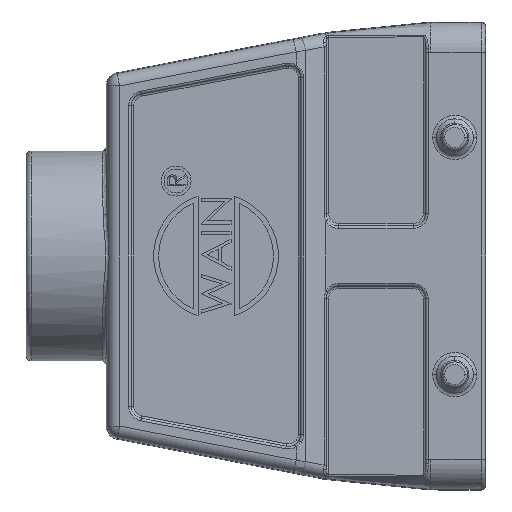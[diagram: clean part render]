
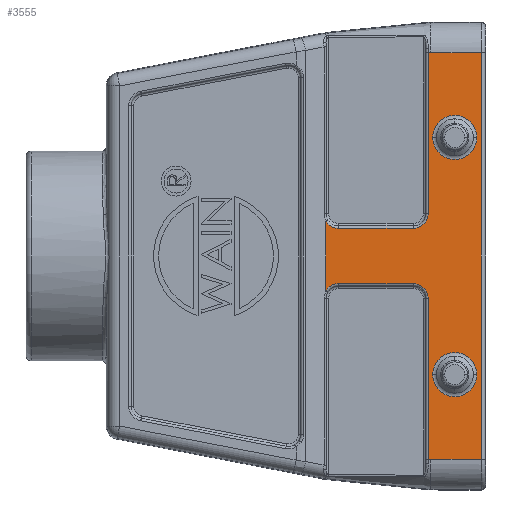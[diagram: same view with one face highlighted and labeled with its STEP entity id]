
A CAD part, left-side view. The second image highlights one B-rep face of the part: STEP entity #3555.
In plain terms, the highlighted planar face has unit normal (-1, 0, 0).
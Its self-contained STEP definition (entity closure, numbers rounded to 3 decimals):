
#438=B_SPLINE_CURVE_WITH_KNOTS('',3,(#18527,#18528,#18529,#18530),
 .UNSPECIFIED.,.F.,.F.,(4,4),(0.,1.),.UNSPECIFIED.);
#1954=LINE('',#18525,#2782);
#1955=LINE('',#18532,#2783);
#1956=LINE('',#18536,#2784);
#1957=LINE('',#18540,#2785);
#1958=LINE('',#18544,#2786);
#1959=LINE('',#18548,#2787);
#1960=LINE('',#18550,#2788);
#1961=LINE('',#18552,#2789);
#1962=LINE('',#18554,#2790);
#2782=VECTOR('',#14044,1.);
#2783=VECTOR('',#14047,1.);
#2784=VECTOR('',#14050,1.);
#2785=VECTOR('',#14053,1.);
#2786=VECTOR('',#14056,1.);
#2787=VECTOR('',#14059,1.);
#2788=VECTOR('',#14060,1.);
#2789=VECTOR('',#14061,1.);
#2790=VECTOR('',#14062,1.);
#3555=ADVANCED_FACE('',(#4482,#4483,#4484),#4242,.F.);
#4242=PLANE('',#12582);
#4482=FACE_BOUND('',#4651,.T.);
#4483=FACE_BOUND('',#4652,.T.);
#4484=FACE_BOUND('',#4653,.T.);
#4651=EDGE_LOOP('',(#5890,#5891,#5892,#5893,#5894,#5895,#5896,#5897,#5898,
#5899,#5900,#5901,#5902,#5903));
#4652=EDGE_LOOP('',(#5904,#5905));
#4653=EDGE_LOOP('',(#5906,#5907));
#5890=ORIENTED_EDGE('',*,*,#10442,.T.);
#5891=ORIENTED_EDGE('',*,*,#10443,.F.);
#5892=ORIENTED_EDGE('',*,*,#10444,.T.);
#5893=ORIENTED_EDGE('',*,*,#10445,.F.);
#5894=ORIENTED_EDGE('',*,*,#10446,.T.);
#5895=ORIENTED_EDGE('',*,*,#10447,.F.);
#5896=ORIENTED_EDGE('',*,*,#10448,.F.);
#5897=ORIENTED_EDGE('',*,*,#10449,.F.);
#5898=ORIENTED_EDGE('',*,*,#10450,.T.);
#5899=ORIENTED_EDGE('',*,*,#10451,.F.);
#5900=ORIENTED_EDGE('',*,*,#10452,.T.);
#5901=ORIENTED_EDGE('',*,*,#10453,.F.);
#5902=ORIENTED_EDGE('',*,*,#10454,.T.);
#5903=ORIENTED_EDGE('',*,*,#10455,.T.);
#5904=ORIENTED_EDGE('',*,*,#10456,.F.);
#5905=ORIENTED_EDGE('',*,*,#10457,.F.);
#5906=ORIENTED_EDGE('',*,*,#10458,.F.);
#5907=ORIENTED_EDGE('',*,*,#10459,.F.);
#9219=VERTEX_POINT('',#18508);
#9221=VERTEX_POINT('',#18524);
#9222=VERTEX_POINT('',#18531);
#9223=VERTEX_POINT('',#18533);
#9224=VERTEX_POINT('',#18535);
#9225=VERTEX_POINT('',#18537);
#9226=VERTEX_POINT('',#18539);
#9227=VERTEX_POINT('',#18541);
#9228=VERTEX_POINT('',#18543);
#9229=VERTEX_POINT('',#18545);
#9230=VERTEX_POINT('',#18547);
#9231=VERTEX_POINT('',#18549);
#9232=VERTEX_POINT('',#18551);
#9233=VERTEX_POINT('',#18553);
#9234=VERTEX_POINT('',#18556);
#9235=VERTEX_POINT('',#18557);
#9236=VERTEX_POINT('',#18560);
#9237=VERTEX_POINT('',#18561);
#10442=EDGE_CURVE('',#9219,#9221,#1954,.T.);
#10443=EDGE_CURVE('',#9222,#9221,#438,.T.);
#10444=EDGE_CURVE('',#9222,#9223,#1955,.T.);
#10445=EDGE_CURVE('',#9224,#9223,#12012,.T.);
#10446=EDGE_CURVE('',#9224,#9225,#1956,.T.);
#10447=EDGE_CURVE('',#9226,#9225,#12013,.T.);
#10448=EDGE_CURVE('',#9227,#9226,#1957,.T.);
#10449=EDGE_CURVE('',#9228,#9227,#12014,.T.);
#10450=EDGE_CURVE('',#9228,#9229,#1958,.T.);
#10451=EDGE_CURVE('',#9230,#9229,#12015,.T.);
#10452=EDGE_CURVE('',#9230,#9231,#1959,.T.);
#10453=EDGE_CURVE('',#9232,#9231,#1960,.T.);
#10454=EDGE_CURVE('',#9232,#9233,#1961,.T.);
#10455=EDGE_CURVE('',#9233,#9219,#1962,.T.);
#10456=EDGE_CURVE('',#9234,#9235,#12016,.T.);
#10457=EDGE_CURVE('',#9235,#9234,#12017,.T.);
#10458=EDGE_CURVE('',#9236,#9237,#12018,.T.);
#10459=EDGE_CURVE('',#9237,#9236,#12019,.T.);
#12012=CIRCLE('',#12574,2.974);
#12013=CIRCLE('',#12575,2.974);
#12014=CIRCLE('',#12576,2.974);
#12015=CIRCLE('',#12577,2.974);
#12016=CIRCLE('',#12578,4.414);
#12017=CIRCLE('',#12579,4.414);
#12018=CIRCLE('',#12580,4.414);
#12019=CIRCLE('',#12581,4.414);
#12574=AXIS2_PLACEMENT_3D('',#18534,#14048,#14049);
#12575=AXIS2_PLACEMENT_3D('',#18538,#14051,#14052);
#12576=AXIS2_PLACEMENT_3D('',#18542,#14054,#14055);
#12577=AXIS2_PLACEMENT_3D('',#18546,#14057,#14058);
#12578=AXIS2_PLACEMENT_3D('',#18555,#14063,#14064);
#12579=AXIS2_PLACEMENT_3D('',#18558,#14065,#14066);
#12580=AXIS2_PLACEMENT_3D('',#18559,#14067,#14068);
#12581=AXIS2_PLACEMENT_3D('',#18562,#14069,#14070);
#12582=AXIS2_PLACEMENT_3D('',#18563,#14071,#14072);
#14044=DIRECTION('',(0.,1.,0.));
#14047=DIRECTION('',(0.,0.,-1.));
#14048=DIRECTION('',(-1.,0.,0.));
#14049=DIRECTION('',(0.,0.,-1.));
#14050=DIRECTION('',(0.,1.,0.));
#14051=DIRECTION('',(-1.,0.,0.));
#14052=DIRECTION('',(0.,0.84,-0.542));
#14053=DIRECTION('',(0.,0.,1.));
#14054=DIRECTION('',(-1.,0.,0.));
#14055=DIRECTION('',(0.,0.,1.));
#14056=DIRECTION('',(0.,-1.,0.));
#14057=DIRECTION('',(-1.,0.,0.));
#14058=DIRECTION('',(0.,-1.,0.));
#14059=DIRECTION('',(0.,0.,-1.));
#14060=DIRECTION('',(0.,0.998,-0.058));
#14061=DIRECTION('',(0.,-1.,0.));
#14062=DIRECTION('',(0.,0.,1.));
#14063=DIRECTION('',(-1.,0.,0.));
#14064=DIRECTION('',(0.,1.,0.));
#14065=DIRECTION('',(-1.,0.,0.));
#14066=DIRECTION('',(0.,-1.,0.));
#14067=DIRECTION('',(-1.,0.,0.));
#14068=DIRECTION('',(0.,1.,0.));
#14069=DIRECTION('',(-1.,0.,0.));
#14070=DIRECTION('',(0.,-1.,0.));
#14071=DIRECTION('',(1.,0.,0.));
#14072=DIRECTION('',(0.,1.,0.));
#18508=CARTESIAN_POINT('',(-21.5,-53.685,40.712));
#18524=CARTESIAN_POINT('',(-21.5,-43.585,40.712));
#18525=CARTESIAN_POINT('',(-21.5,-53.685,40.712));
#18527=CARTESIAN_POINT('',(-21.5,-43.059,40.743));
#18528=CARTESIAN_POINT('',(-21.5,-43.234,40.733));
#18529=CARTESIAN_POINT('',(-21.5,-43.409,40.722));
#18530=CARTESIAN_POINT('',(-21.5,-43.585,40.712));
#18531=CARTESIAN_POINT('',(-21.5,-43.059,40.743));
#18532=CARTESIAN_POINT('',(-21.5,-43.059,40.743));
#18533=CARTESIAN_POINT('',(-21.5,-43.059,8.5));
#18534=CARTESIAN_POINT('',(-21.5,-40.085,8.5));
#18535=CARTESIAN_POINT('',(-21.5,-40.085,5.526));
#18536=CARTESIAN_POINT('',(-21.5,-40.085,5.526));
#18537=CARTESIAN_POINT('',(-21.5,-25.085,5.526));
#18538=CARTESIAN_POINT('',(-21.5,-25.085,8.5));
#18539=CARTESIAN_POINT('',(-21.5,-22.585,6.888));
#18540=CARTESIAN_POINT('',(-21.5,-22.585,-6.888));
#18541=CARTESIAN_POINT('',(-21.5,-22.585,-6.888));
#18542=CARTESIAN_POINT('',(-21.5,-25.085,-8.5));
#18543=CARTESIAN_POINT('',(-21.5,-25.085,-5.526));
#18544=CARTESIAN_POINT('',(-21.5,-25.085,-5.526));
#18545=CARTESIAN_POINT('',(-21.5,-40.085,-5.526));
#18546=CARTESIAN_POINT('',(-21.5,-40.085,-8.5));
#18547=CARTESIAN_POINT('',(-21.5,-43.059,-8.5));
#18548=CARTESIAN_POINT('',(-21.5,-43.059,-8.5));
#18549=CARTESIAN_POINT('',(-21.5,-43.059,-40.743));
#18550=CARTESIAN_POINT('',(-21.5,-43.585,-40.712));
#18551=CARTESIAN_POINT('',(-21.5,-43.585,-40.712));
#18552=CARTESIAN_POINT('',(-21.5,-43.585,-40.712));
#18553=CARTESIAN_POINT('',(-21.5,-53.685,-40.712));
#18554=CARTESIAN_POINT('',(-21.5,-53.685,-40.712));
#18555=CARTESIAN_POINT('',(-21.5,-48.385,23.75));
#18556=CARTESIAN_POINT('',(-21.5,-43.97,23.75));
#18557=CARTESIAN_POINT('',(-21.5,-52.799,23.75));
#18558=CARTESIAN_POINT('',(-21.5,-48.385,23.75));
#18559=CARTESIAN_POINT('',(-21.5,-48.385,-23.75));
#18560=CARTESIAN_POINT('',(-21.5,-43.97,-23.75));
#18561=CARTESIAN_POINT('',(-21.5,-52.799,-23.75));
#18562=CARTESIAN_POINT('',(-21.5,-48.385,-23.75));
#18563=CARTESIAN_POINT('',(-21.5,-43.585,-40.712));
